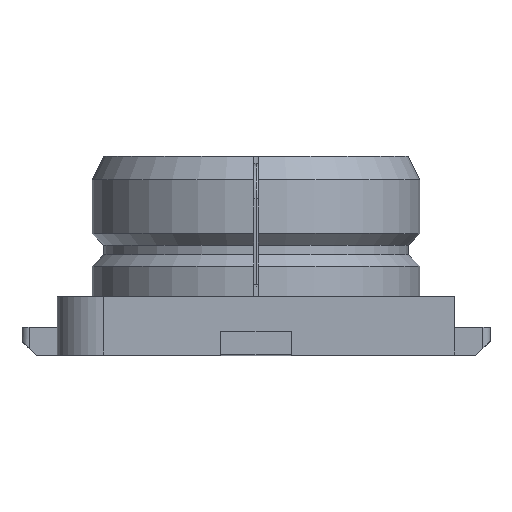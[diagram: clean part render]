
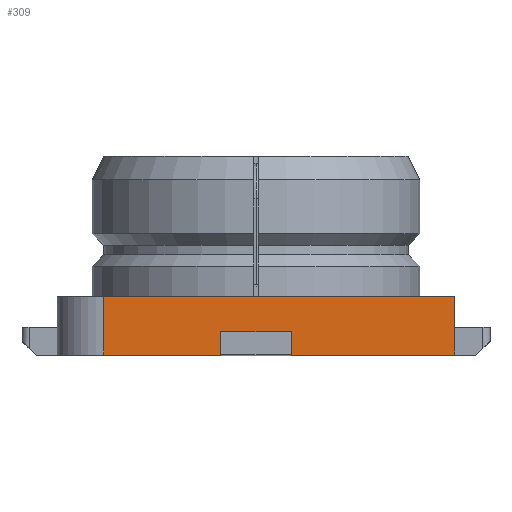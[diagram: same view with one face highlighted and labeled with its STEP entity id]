
A CAD part, top view. The second image highlights one B-rep face of the part: STEP entity #309.
In plain terms, the highlighted planar face has unit normal (0, 0, 1).
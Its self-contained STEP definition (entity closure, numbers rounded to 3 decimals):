
#60 = ORIENTED_EDGE ( 'NONE', *, *, #1060, .F. ) ;
#128 = CARTESIAN_POINT ( 'NONE',  ( 0.15, 0.1, 0.85 ) ) ;
#142 = CARTESIAN_POINT ( 'NONE',  ( -0.15, 0.1, 0.85 ) ) ;
#165 = DIRECTION ( 'NONE',  ( -1., 0., 0. ) ) ;
#170 = LINE ( 'NONE', #1315, #559 ) ;
#185 = ORIENTED_EDGE ( 'NONE', *, *, #659, .F. ) ;
#218 = VERTEX_POINT ( 'NONE', #128 ) ;
#228 = VECTOR ( 'NONE', #2256, 1000. ) ;
#237 = VERTEX_POINT ( 'NONE', #1927 ) ;
#243 = CARTESIAN_POINT ( 'NONE',  ( -0.85, 0.1, 0.85 ) ) ;
#249 = LINE ( 'NONE', #1403, #2113 ) ;
#309 = ADVANCED_FACE ( 'NONE', ( #1301 ), #1089, .T. ) ;
#351 = CARTESIAN_POINT ( 'NONE',  ( -0.85, 0., 0.85 ) ) ;
#393 = DIRECTION ( 'NONE',  ( 0., 1., 0. ) ) ;
#400 = EDGE_LOOP ( 'NONE', ( #686, #902, #60, #2043, #1863, #1540, #185, #2214 ) ) ;
#445 = VECTOR ( 'NONE', #1634, 1000. ) ;
#559 = VECTOR ( 'NONE', #393, 1000. ) ;
#578 = EDGE_CURVE ( 'NONE', #218, #1994, #1674, .T. ) ;
#597 = EDGE_CURVE ( 'NONE', #2310, #218, #2330, .T. ) ;
#626 = VECTOR ( 'NONE', #2069, 1000. ) ;
#659 = EDGE_CURVE ( 'NONE', #2249, #1502, #927, .T. ) ;
#669 = CARTESIAN_POINT ( 'NONE',  ( 0.85, 0.25, 0.85 ) ) ;
#686 = ORIENTED_EDGE ( 'NONE', *, *, #597, .T. ) ;
#737 = CARTESIAN_POINT ( 'NONE',  ( 0.85, 0., 0.85 ) ) ;
#879 = VERTEX_POINT ( 'NONE', #669 ) ;
#902 = ORIENTED_EDGE ( 'NONE', *, *, #578, .T. ) ;
#927 = LINE ( 'NONE', #351, #445 ) ;
#1015 = LINE ( 'NONE', #1235, #2266 ) ;
#1016 = VECTOR ( 'NONE', #1359, 1000. ) ;
#1060 = EDGE_CURVE ( 'NONE', #1705, #1994, #249, .T. ) ;
#1065 = DIRECTION ( 'NONE',  ( 1., 0., 0. ) ) ;
#1089 = PLANE ( 'NONE',  #2017 ) ;
#1108 = EDGE_CURVE ( 'NONE', #1705, #879, #2063, .T. ) ;
#1140 = CARTESIAN_POINT ( 'NONE',  ( 0.15, 0.1, 0.85 ) ) ;
#1235 = CARTESIAN_POINT ( 'NONE',  ( -0.85, 0.25, 0.85 ) ) ;
#1265 = EDGE_CURVE ( 'NONE', #2249, #2310, #170, .T. ) ;
#1301 = FACE_OUTER_BOUND ( 'NONE', #400, .T. ) ;
#1315 = CARTESIAN_POINT ( 'NONE',  ( -0.15, 0.25, 0.85 ) ) ;
#1359 = DIRECTION ( 'NONE',  ( 0., -1., 0. ) ) ;
#1361 = EDGE_CURVE ( 'NONE', #237, #1502, #2061, .T. ) ;
#1403 = CARTESIAN_POINT ( 'NONE',  ( -0.85, 0., 0.85 ) ) ;
#1461 = DIRECTION ( 'NONE',  ( 0., 1., 0. ) ) ;
#1502 = VERTEX_POINT ( 'NONE', #1949 ) ;
#1540 = ORIENTED_EDGE ( 'NONE', *, *, #1361, .T. ) ;
#1541 = CARTESIAN_POINT ( 'NONE',  ( -0.65, 0.25, 0.85 ) ) ;
#1559 = EDGE_CURVE ( 'NONE', #879, #237, #1015, .T. ) ;
#1629 = DIRECTION ( 'NONE',  ( 0., 0., 1. ) ) ;
#1634 = DIRECTION ( 'NONE',  ( -1., 0., 0. ) ) ;
#1674 = LINE ( 'NONE', #1140, #626 ) ;
#1705 = VERTEX_POINT ( 'NONE', #737 ) ;
#1863 = ORIENTED_EDGE ( 'NONE', *, *, #1559, .T. ) ;
#1927 = CARTESIAN_POINT ( 'NONE',  ( -0.65, 0.25, 0.85 ) ) ;
#1944 = VECTOR ( 'NONE', #1461, 1000. ) ;
#1949 = CARTESIAN_POINT ( 'NONE',  ( -0.65, 0., 0.85 ) ) ;
#1962 = CARTESIAN_POINT ( 'NONE',  ( -0.85, 0.25, 0.85 ) ) ;
#1994 = VERTEX_POINT ( 'NONE', #2295 ) ;
#2017 = AXIS2_PLACEMENT_3D ( 'NONE', #1962, #1629, #1065 ) ;
#2043 = ORIENTED_EDGE ( 'NONE', *, *, #1108, .T. ) ;
#2045 = CARTESIAN_POINT ( 'NONE',  ( -0.15, 0., 0.85 ) ) ;
#2061 = LINE ( 'NONE', #1541, #1016 ) ;
#2063 = LINE ( 'NONE', #2164, #1944 ) ;
#2069 = DIRECTION ( 'NONE',  ( 0., -1., 0. ) ) ;
#2113 = VECTOR ( 'NONE', #165, 1000. ) ;
#2164 = CARTESIAN_POINT ( 'NONE',  ( 0.85, 0.25, 0.85 ) ) ;
#2214 = ORIENTED_EDGE ( 'NONE', *, *, #1265, .T. ) ;
#2249 = VERTEX_POINT ( 'NONE', #2045 ) ;
#2256 = DIRECTION ( 'NONE',  ( 1., 0., 0. ) ) ;
#2266 = VECTOR ( 'NONE', #2316, 1000. ) ;
#2295 = CARTESIAN_POINT ( 'NONE',  ( 0.15, 0., 0.85 ) ) ;
#2310 = VERTEX_POINT ( 'NONE', #142 ) ;
#2316 = DIRECTION ( 'NONE',  ( -1., 0., 0. ) ) ;
#2330 = LINE ( 'NONE', #243, #228 ) ;
